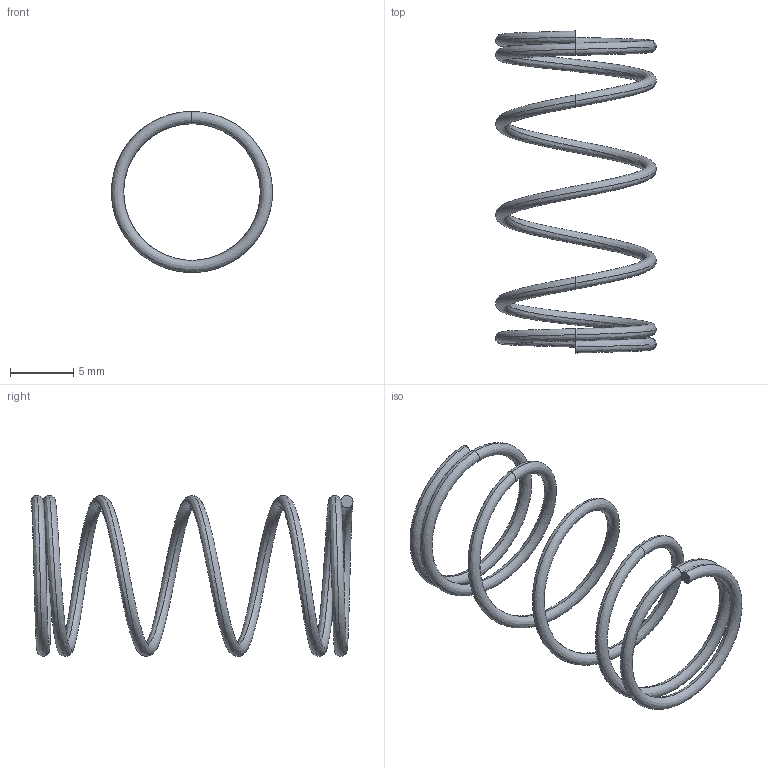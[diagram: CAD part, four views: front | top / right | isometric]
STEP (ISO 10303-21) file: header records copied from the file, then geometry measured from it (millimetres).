
FILE_DESCRIPTION(/* description */ ('','CAx-IF Rec.Pracs.---Representation and Presentation of Product Manufacturing Information (PMI)---4.0---2014-10-13'),/* implementation_level */ '2;1');
FILE_NAME(/* name */ 'spring v1.step',/* time_stamp */ '2025-03-05T17:21:57+05:30',/* author */ (''),/* organization */ (''),/* preprocessor_version */ 'ST-DEVELOPER v20',/* originating_system */ 'Autodesk Translation Framework v13.20.0.188',/* authorisation */ '');
FILE_SCHEMA (('AP242_MANAGED_MODEL_BASED_3D_ENGINEERING_MIM_LF { 1 0 10303 442 1 1 4 }'));
Length unit declared in the file: inch
Products named in the file (1): ANIMATE_PC
Bounding box: 12.7 x 25.4 x 12.7 mm (x, y, z)
Volume: 161.1 mm3; surface area: 673.7 mm2
Topology: 1 solids, 1 shells, 12 faces, 22 edges, 12 vertices
Faces by surface type: bspline 10, plane 2
Entity records: 3894 total; most frequent: CARTESIAN_POINT 3691, ORIENTED_EDGE 44, B_SPLINE_CURVE_WITH_KNOTS 22, EDGE_CURVE 22, FACE_OUTER_BOUND 12, EDGE_LOOP 12, VERTEX_POINT 12, ADVANCED_FACE 12
